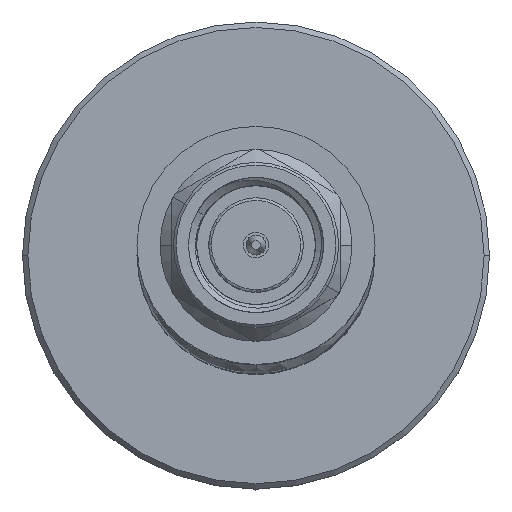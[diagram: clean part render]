
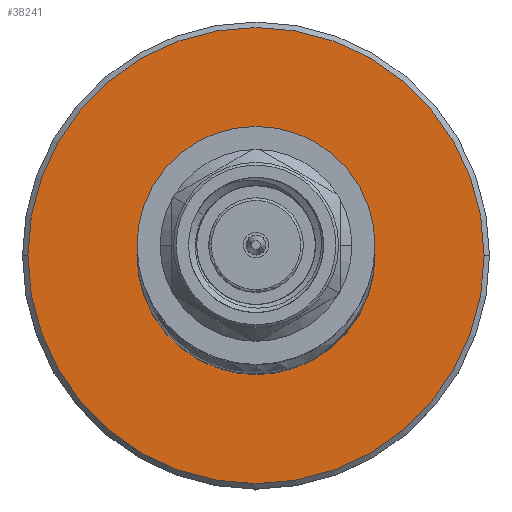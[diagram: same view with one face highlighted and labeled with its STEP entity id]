
A CAD part, top view. The second image highlights one B-rep face of the part: STEP entity #38241.
In plain terms, the highlighted face is planar.
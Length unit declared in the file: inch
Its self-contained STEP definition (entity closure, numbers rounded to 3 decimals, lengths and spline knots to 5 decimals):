
#1447 = FACE_OUTER_BOUND ( 'NONE', #36219, .T. ) ;
#1891 = DIRECTION ( 'NONE',  ( 0., 0., 1. ) ) ;
#3677 = EDGE_CURVE ( 'NONE', #5352, #57348, #50261, .T. ) ;
#4630 = CARTESIAN_POINT ( 'NONE',  ( 0.90417, 0., 0. ) ) ;
#5352 = VERTEX_POINT ( 'NONE', #46915 ) ;
#7739 = AXIS2_PLACEMENT_3D ( 'NONE', #27546, #17351, #61850 ) ;
#9018 = CIRCLE ( 'NONE', #29905, 0.15342 ) ;
#10159 = ORIENTED_EDGE ( 'NONE', *, *, #24246, .T. ) ;
#11048 = DIRECTION ( 'NONE',  ( 0., 0., 1. ) ) ;
#11566 = CARTESIAN_POINT ( 'NONE',  ( 0.90417, 0., -0.15342 ) ) ;
#13295 = ORIENTED_EDGE ( 'NONE', *, *, #3677, .T. ) ;
#17351 = DIRECTION ( 'NONE',  ( 1., 0., 0. ) ) ;
#18541 = ORIENTED_EDGE ( 'NONE', *, *, #31819, .T. ) ;
#20652 = DIRECTION ( 'NONE',  ( -1., 0., 0. ) ) ;
#24246 = EDGE_CURVE ( 'NONE', #49932, #40888, #63791, .T. ) ;
#27546 = CARTESIAN_POINT ( 'NONE',  ( 0.90417, 0., 0. ) ) ;
#29905 = AXIS2_PLACEMENT_3D ( 'NONE', #40758, #20652, #1891 ) ;
#31403 = PLANE ( 'NONE',  #47897 ) ;
#31819 = EDGE_CURVE ( 'NONE', #57348, #5352, #9018, .T. ) ;
#33079 = CARTESIAN_POINT ( 'NONE',  ( 0.90417, 0., 0.42218 ) ) ;
#34013 = CIRCLE ( 'NONE', #7739, 0.42218 ) ;
#36219 = EDGE_LOOP ( 'NONE', ( #10159, #61912 ) ) ;
#38241 = ADVANCED_FACE ( 'NONE', ( #40662, #1447 ), #31403, .F. ) ;
#40662 = FACE_BOUND ( 'NONE', #55984, .T. ) ;
#40758 = CARTESIAN_POINT ( 'NONE',  ( 0.90417, 0., 0. ) ) ;
#40888 = VERTEX_POINT ( 'NONE', #47600 ) ;
#41336 = DIRECTION ( 'NONE',  ( 1., 0., 0. ) ) ;
#46915 = CARTESIAN_POINT ( 'NONE',  ( 0.90417, 0., 0.15342 ) ) ;
#47108 = AXIS2_PLACEMENT_3D ( 'NONE', #4630, #64587, #50405 ) ;
#47600 = CARTESIAN_POINT ( 'NONE',  ( 0.90417, 0., -0.42218 ) ) ;
#47897 = AXIS2_PLACEMENT_3D ( 'NONE', #51513, #61737, #51833 ) ;
#48264 = EDGE_CURVE ( 'NONE', #40888, #49932, #34013, .T. ) ;
#49932 = VERTEX_POINT ( 'NONE', #33079 ) ;
#50261 = CIRCLE ( 'NONE', #47108, 0.15342 ) ;
#50405 = DIRECTION ( 'NONE',  ( 0., 0., 1. ) ) ;
#51513 = CARTESIAN_POINT ( 'NONE',  ( 0.90417, 0.43218, 0. ) ) ;
#51833 = DIRECTION ( 'NONE',  ( 0., 0., 1. ) ) ;
#52146 = AXIS2_PLACEMENT_3D ( 'NONE', #64205, #41336, #11048 ) ;
#55984 = EDGE_LOOP ( 'NONE', ( #13295, #18541 ) ) ;
#57348 = VERTEX_POINT ( 'NONE', #11566 ) ;
#61737 = DIRECTION ( 'NONE',  ( -1., 0., 0. ) ) ;
#61850 = DIRECTION ( 'NONE',  ( 0., 0., 1. ) ) ;
#61912 = ORIENTED_EDGE ( 'NONE', *, *, #48264, .T. ) ;
#63791 = CIRCLE ( 'NONE', #52146, 0.42218 ) ;
#64205 = CARTESIAN_POINT ( 'NONE',  ( 0.90417, 0., 0. ) ) ;
#64587 = DIRECTION ( 'NONE',  ( -1., 0., 0. ) ) ;
